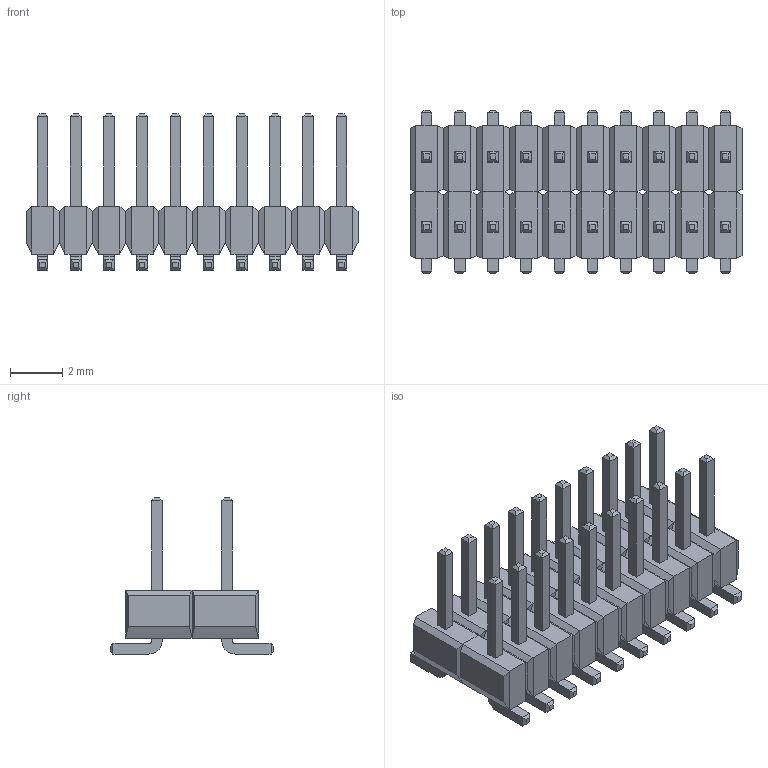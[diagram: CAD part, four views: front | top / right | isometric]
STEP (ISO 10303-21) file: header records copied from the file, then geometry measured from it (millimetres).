
FILE_DESCRIPTION(('STEP AP214'),'1');
FILE_NAME('CON20_2X10_DUK_FTSH_SAI','2024-11-01T03:02:58',(''),(''),'','','');
FILE_SCHEMA(('AUTOMOTIVE_DESIGN'));
Length unit declared in the file: millimetre
Products named in the file (1): product
Bounding box: 12.7 x 6.25 x 5.97 mm (x, y, z)
Volume: 127.8 mm3; surface area: 453.2 mm2
Topology: 42 solids, 42 shells, 724 faces, 1528 edges, 888 vertices
Faces by surface type: plane 684, cylinder 40
Entity records: 17838 total; most frequent: DIRECTION 3058, ORIENTED_EDGE 3056, CARTESIAN_POINT 1653, EDGE_CURVE 1528, LINE 1448, VECTOR 1448, VERTEX_POINT 888, AXIS2_PLACEMENT_3D 805
